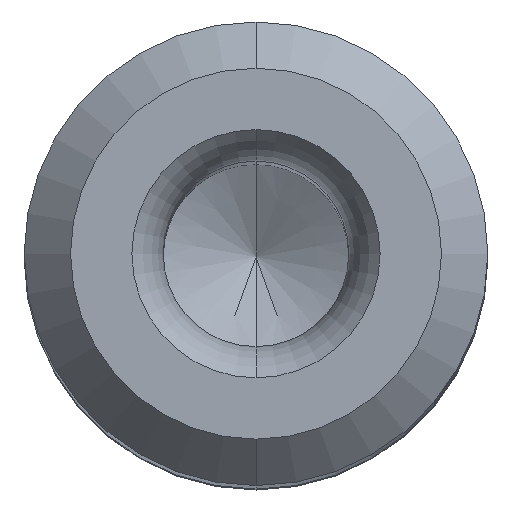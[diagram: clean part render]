
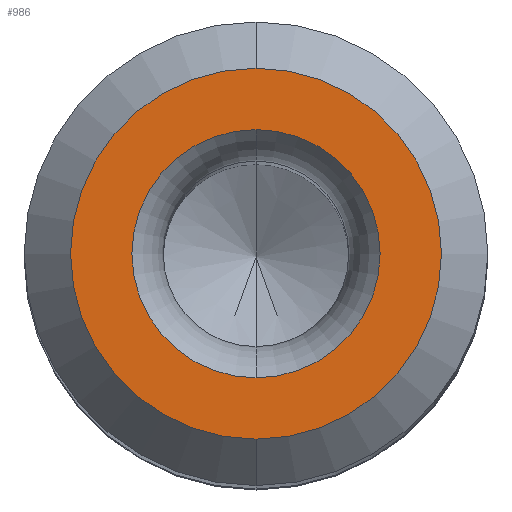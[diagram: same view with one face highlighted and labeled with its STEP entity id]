
A CAD part, top view. The second image highlights one B-rep face of the part: STEP entity #986.
In plain terms, the highlighted face is planar.
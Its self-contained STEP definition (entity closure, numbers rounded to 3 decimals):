
#383=CARTESIAN_POINT('',(0.,0.,0.));
#384=DIRECTION('',(0.,0.,-1.));
#385=DIRECTION('',(0.,1.,0.));
#386=AXIS2_PLACEMENT_3D('',#383,#384,#385);
#406=CARTESIAN_POINT('',(0.,0.,0.));
#407=DIRECTION('',(0.,0.,1.));
#408=DIRECTION('',(0.,1.,0.));
#409=AXIS2_PLACEMENT_3D('',#406,#407,#408);
#421=CARTESIAN_POINT('',(0.,0.,0.));
#422=DIRECTION('',(0.,0.,-1.));
#423=DIRECTION('',(0.,1.,0.));
#424=AXIS2_PLACEMENT_3D('',#421,#422,#423);
#429=CARTESIAN_POINT('',(0.,0.,0.));
#430=DIRECTION('',(0.,0.,-1.));
#431=DIRECTION('',(0.,-1.,0.));
#432=AXIS2_PLACEMENT_3D('',#429,#430,#431);
#523=CARTESIAN_POINT('',(0.,2.677,0.));
#524=CARTESIAN_POINT('',(0.,-2.677,0.));
#525=VERTEX_POINT('',#523);
#526=VERTEX_POINT('',#524);
#531=CARTESIAN_POINT('',(0.,4.,0.));
#532=CARTESIAN_POINT('',(0.,-4.,0.));
#533=VERTEX_POINT('',#531);
#534=VERTEX_POINT('',#532);
#971=CARTESIAN_POINT('',(0.,0.,0.));
#972=DIRECTION('',(0.,0.,-1.));
#973=DIRECTION('',(0.,-1.,0.));
#974=AXIS2_PLACEMENT_3D('',#971,#972,#973);
#975=PLANE('',#974);
#976=ORIENTED_EDGE('',*,*,#965,.T.);
#977=ORIENTED_EDGE('',*,*,#951,.F.);
#978=EDGE_LOOP('',(#976,#977));
#979=FACE_OUTER_BOUND('',#978,.F.);
#981=ORIENTED_EDGE('',*,*,#980,.T.);
#983=ORIENTED_EDGE('',*,*,#982,.T.);
#984=EDGE_LOOP('',(#981,#983));
#985=FACE_BOUND('',#984,.F.);
#986=ADVANCED_FACE('',(#979,#985),#975,.T.);
#387=CIRCLE('',#386,4.);
#410=CIRCLE('',#409,4.);
#425=CIRCLE('',#424,2.677);
#433=CIRCLE('',#432,2.677);
#951=EDGE_CURVE('',#533,#534,#387,.T.);
#965=EDGE_CURVE('',#533,#534,#410,.T.);
#980=EDGE_CURVE('',#525,#526,#425,.T.);
#982=EDGE_CURVE('',#526,#525,#433,.T.);
